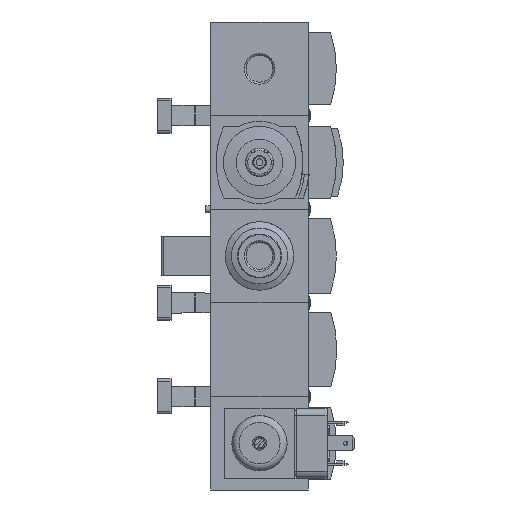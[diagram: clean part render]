
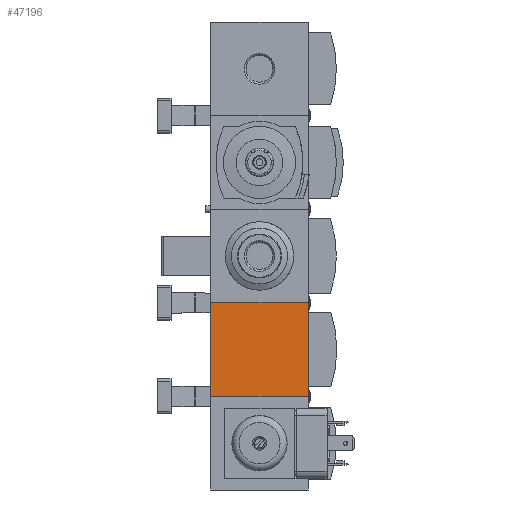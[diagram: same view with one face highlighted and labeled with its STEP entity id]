
A CAD part, front view. The second image highlights one B-rep face of the part: STEP entity #47196.
In plain terms, the highlighted planar face has unit normal (0, -1, 0).
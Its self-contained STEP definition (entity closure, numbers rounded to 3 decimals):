
#1328=PLANE('',#50090);
#4212=LINE('',#68423,#8113);
#4318=LINE('',#68645,#8219);
#4333=LINE('',#68683,#8234);
#4374=LINE('',#68791,#8275);
#8113=VECTOR('',#57358,1000.);
#8219=VECTOR('',#57530,1000.);
#8234=VECTOR('',#57559,1000.);
#8275=VECTOR('',#57642,1000.);
#16887=ORIENTED_EDGE('',*,*,#23439,.F.);
#16888=ORIENTED_EDGE('',*,*,#23553,.F.);
#16889=ORIENTED_EDGE('',*,*,#23627,.F.);
#16890=ORIENTED_EDGE('',*,*,#23573,.F.);
#23439=EDGE_CURVE('',#27595,#27596,#4212,.T.);
#23553=EDGE_CURVE('',#27678,#27595,#4318,.T.);
#23573=EDGE_CURVE('',#27596,#27695,#4333,.T.);
#23627=EDGE_CURVE('',#27695,#27678,#4374,.T.);
#27595=VERTEX_POINT('',#68422);
#27596=VERTEX_POINT('',#68424);
#27678=VERTEX_POINT('',#68644);
#27695=VERTEX_POINT('',#68684);
#31424=EDGE_LOOP('',(#16887,#16888,#16889,#16890));
#33723=FACE_BOUND('',#31424,.T.);
#47196=ADVANCED_FACE('',(#33723),#1328,.F.);
#50090=AXIS2_PLACEMENT_3D('',#69373,#58139,#58140);
#57358=DIRECTION('',(0.,0.,1.));
#57530=DIRECTION('',(-1.,0.,0.));
#57559=DIRECTION('',(1.,0.,0.));
#57642=DIRECTION('',(0.,0.,-1.));
#58139=DIRECTION('',(0.,1.,0.));
#58140=DIRECTION('',(0.,0.,1.));
#68422=CARTESIAN_POINT('',(-21.,-31.5,-20.1));
#68423=CARTESIAN_POINT('',(-21.,-31.5,-20.1));
#68424=CARTESIAN_POINT('',(-21.,-31.5,20.1));
#68644=CARTESIAN_POINT('',(21.,-31.5,-20.1));
#68645=CARTESIAN_POINT('',(21.,-31.5,-20.1));
#68683=CARTESIAN_POINT('',(-21.,-31.5,20.1));
#68684=CARTESIAN_POINT('',(21.,-31.5,20.1));
#68791=CARTESIAN_POINT('',(21.,-31.5,20.1));
#69373=CARTESIAN_POINT('',(0.,-31.5,0.));
